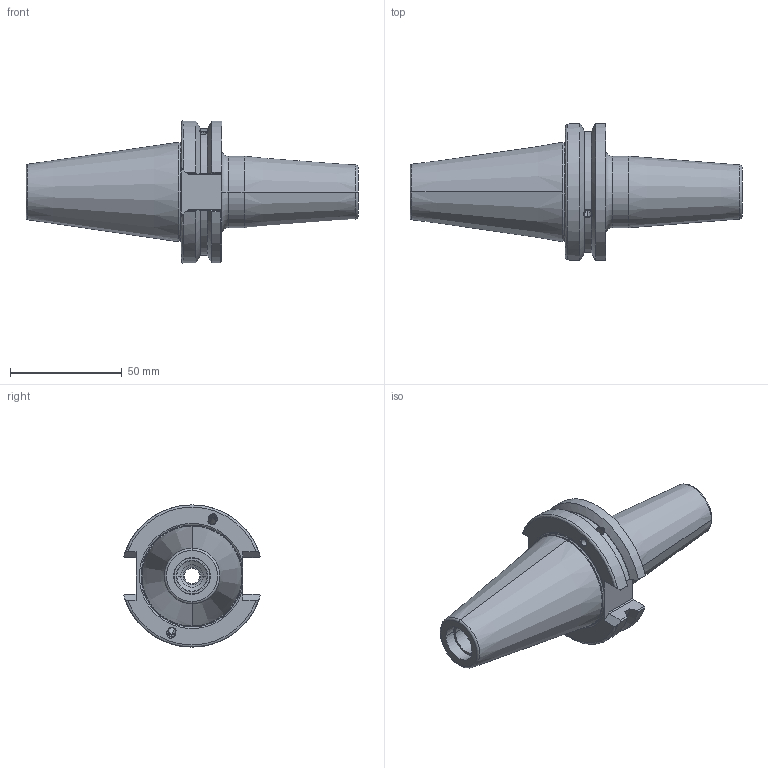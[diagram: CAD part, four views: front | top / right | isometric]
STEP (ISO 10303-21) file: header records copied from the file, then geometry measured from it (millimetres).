
FILE_DESCRIPTION((''),'2;1');
FILE_NAME('LO-CCT40ADB-SFH3_8C-3_15','2019-12-09T13:57:33',('KKK'),(''),'CREO PARAMETRIC BY PTC INC, 2018100','CREO PARAMETRIC BY PTC INC, 2018100','');
FILE_SCHEMA(('CONFIG_CONTROL_DESIGN'));
Length unit declared in the file: millimetre
Products named in the file (1): LO-CCT40ADB-SFH3_8C-3_15
Bounding box: 148.25 x 61 x 63.47 mm (x, y, z)
Volume: 139609.3 mm3; surface area: 29953.6 mm2
Topology: 1 solids, 7 shells, 152 faces, 415 edges, 269 vertices
Faces by surface type: cylinder 64, plane 48, cone 28, torus 12
Entity records: 5182 total; most frequent: CARTESIAN_POINT 1354, DIRECTION 788, ORIENTED_EDGE 766, EDGE_CURVE 409, AXIS2_PLACEMENT_3D 310, VERTEX_POINT 269, EDGE_LOOP 174, VECTOR 168
